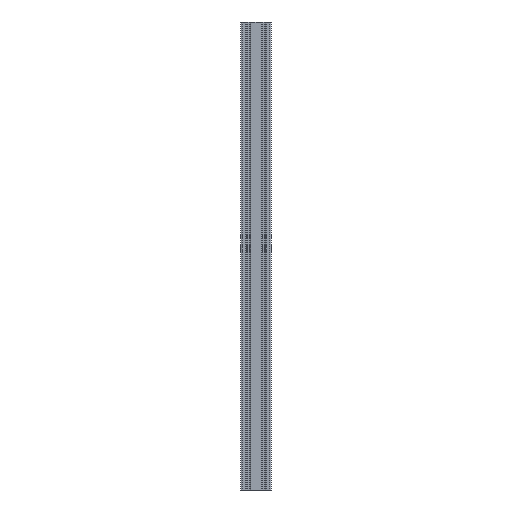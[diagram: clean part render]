
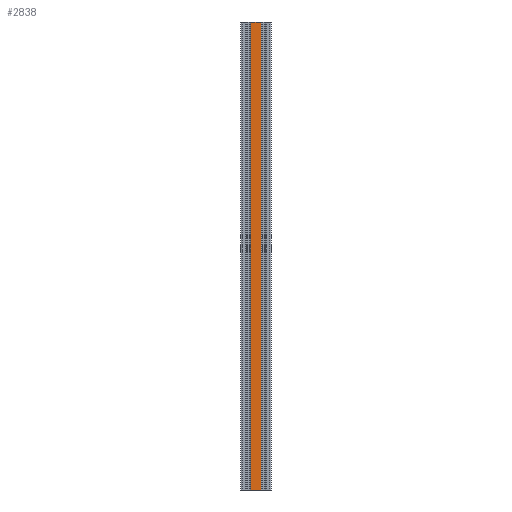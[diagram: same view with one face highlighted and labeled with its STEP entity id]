
A CAD part, front view. The second image highlights one B-rep face of the part: STEP entity #2838.
In plain terms, the highlighted planar face has unit normal (0, -1, 0).
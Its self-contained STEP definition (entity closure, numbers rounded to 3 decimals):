
#61 = EDGE_LOOP ( 'NONE', ( #3368, #3369, #3370, #3371 ) ) ;
#207 = LINE ( 'NONE', #2938, #228 ) ;
#228 = VECTOR ( 'NONE', #2937, 1000. ) ;
#365 = VERTEX_POINT ( 'NONE', #377 ) ;
#372 = VERTEX_POINT ( 'NONE', #901 ) ;
#377 = CARTESIAN_POINT ( 'NONE',  ( 6.706, -9.995, -304.8 ) ) ;
#392 = CARTESIAN_POINT ( 'NONE',  ( 0., -9.995, -304.8 ) ) ;
#393 = DIRECTION ( 'NONE',  ( 1., 0., 0. ) ) ;
#770 = CARTESIAN_POINT ( 'NONE',  ( 6.706, -9.995, 304.8 ) ) ;
#771 = CARTESIAN_POINT ( 'NONE',  ( -6.706, -9.995, 304.8 ) ) ;
#901 = CARTESIAN_POINT ( 'NONE',  ( -6.706, -9.995, -304.8 ) ) ;
#940 = VERTEX_POINT ( 'NONE', #771 ) ;
#941 = VERTEX_POINT ( 'NONE', #770 ) ;
#1177 = EDGE_CURVE ( 'NONE', #372, #365, #1665, .T. ) ;
#1384 = EDGE_CURVE ( 'NONE', #941, #365, #207, .T. ) ;
#1469 = EDGE_CURVE ( 'NONE', #940, #941, #2414, .T. ) ;
#1550 = EDGE_CURVE ( 'NONE', #940, #372, #3244, .T. ) ;
#1650 = VECTOR ( 'NONE', #393, 1000. ) ;
#1665 = LINE ( 'NONE', #392, #1650 ) ;
#1918 = AXIS2_PLACEMENT_3D ( 'NONE', #3833, #3826, #3825 ) ;
#2150 = FACE_OUTER_BOUND ( 'NONE', #61, .T. ) ;
#2414 = LINE ( 'NONE', #4273, #2419 ) ;
#2419 = VECTOR ( 'NONE', #4271, 1000. ) ;
#2838 = ADVANCED_FACE ( 'NONE', ( #2150 ), #3830, .F. ) ;
#2937 = DIRECTION ( 'NONE',  ( 0., 0., -1. ) ) ;
#2938 = CARTESIAN_POINT ( 'NONE',  ( 6.706, -9.995, 304.8 ) ) ;
#3244 = LINE ( 'NONE', #4227, #3245 ) ;
#3245 = VECTOR ( 'NONE', #4226, 1000. ) ;
#3368 = ORIENTED_EDGE ( 'NONE', *, *, #1177, .T. ) ;
#3369 = ORIENTED_EDGE ( 'NONE', *, *, #1384, .F. ) ;
#3370 = ORIENTED_EDGE ( 'NONE', *, *, #1469, .F. ) ;
#3371 = ORIENTED_EDGE ( 'NONE', *, *, #1550, .T. ) ;
#3825 = DIRECTION ( 'NONE',  ( 0., 0., 1. ) ) ;
#3826 = DIRECTION ( 'NONE',  ( 0., 1., 0. ) ) ;
#3830 = PLANE ( 'NONE',  #1918 ) ;
#3833 = CARTESIAN_POINT ( 'NONE',  ( 0., -9.995, 304.8 ) ) ;
#4226 = DIRECTION ( 'NONE',  ( 0., 0., -1. ) ) ;
#4227 = CARTESIAN_POINT ( 'NONE',  ( -6.706, -9.995, 304.8 ) ) ;
#4271 = DIRECTION ( 'NONE',  ( 1., 0., 0. ) ) ;
#4273 = CARTESIAN_POINT ( 'NONE',  ( 0., -9.995, 304.8 ) ) ;
